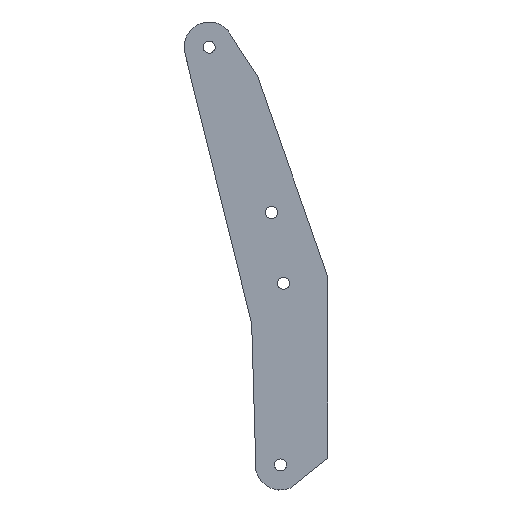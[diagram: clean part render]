
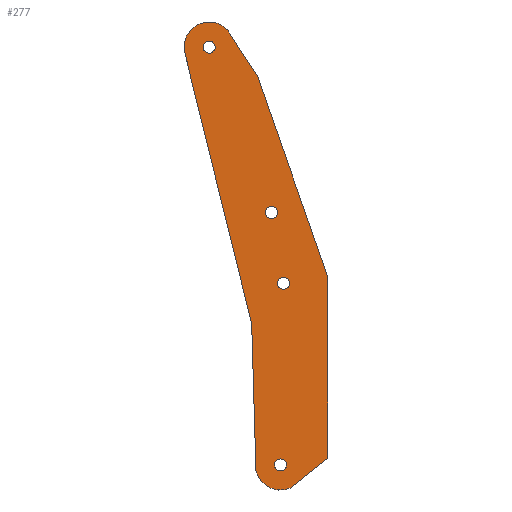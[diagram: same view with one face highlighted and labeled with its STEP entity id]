
A CAD part, top view. The second image highlights one B-rep face of the part: STEP entity #277.
In plain terms, the highlighted planar face has unit normal (0, 0, 1).
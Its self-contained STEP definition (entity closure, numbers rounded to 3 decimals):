
#15=FACE_BOUND('',#58,.T.);
#16=FACE_BOUND('',#59,.T.);
#17=FACE_BOUND('',#60,.T.);
#18=FACE_BOUND('',#61,.T.);
#29=PLANE('',#317);
#43=FACE_OUTER_BOUND('',#57,.T.);
#57=EDGE_LOOP('',(#235,#236,#237,#238,#239,#240,#241,#242));
#58=EDGE_LOOP('',(#243));
#59=EDGE_LOOP('',(#244));
#60=EDGE_LOOP('',(#245));
#61=EDGE_LOOP('',(#246));
#73=LINE('',#429,#97);
#76=LINE('',#435,#100);
#80=LINE('',#447,#104);
#83=LINE('',#453,#107);
#86=LINE('',#459,#110);
#89=LINE('',#465,#113);
#97=VECTOR('',#353,10.);
#100=VECTOR('',#358,10.);
#104=VECTOR('',#370,10.);
#107=VECTOR('',#375,10.);
#110=VECTOR('',#380,10.);
#113=VECTOR('',#385,10.);
#115=CIRCLE('',#294,3.);
#117=CIRCLE('',#297,3.);
#119=CIRCLE('',#300,3.);
#121=CIRCLE('',#303,3.);
#124=CIRCLE('',#309,12.5);
#126=CIRCLE('',#316,12.5);
#127=VERTEX_POINT('',#399);
#129=VERTEX_POINT('',#405);
#131=VERTEX_POINT('',#411);
#133=VERTEX_POINT('',#417);
#137=VERTEX_POINT('',#426);
#138=VERTEX_POINT('',#428);
#140=VERTEX_POINT('',#434);
#142=VERTEX_POINT('',#440);
#144=VERTEX_POINT('',#446);
#146=VERTEX_POINT('',#452);
#148=VERTEX_POINT('',#458);
#150=VERTEX_POINT('',#464);
#151=EDGE_CURVE('',#127,#127,#115,.T.);
#154=EDGE_CURVE('',#129,#129,#117,.T.);
#157=EDGE_CURVE('',#131,#131,#119,.T.);
#160=EDGE_CURVE('',#133,#133,#121,.T.);
#165=EDGE_CURVE('',#138,#137,#73,.T.);
#168=EDGE_CURVE('',#140,#138,#76,.T.);
#171=EDGE_CURVE('',#142,#140,#124,.T.);
#174=EDGE_CURVE('',#144,#142,#80,.T.);
#177=EDGE_CURVE('',#146,#144,#83,.T.);
#180=EDGE_CURVE('',#148,#146,#86,.T.);
#183=EDGE_CURVE('',#150,#148,#89,.T.);
#186=EDGE_CURVE('',#137,#150,#126,.T.);
#235=ORIENTED_EDGE('',*,*,#186,.T.);
#236=ORIENTED_EDGE('',*,*,#183,.T.);
#237=ORIENTED_EDGE('',*,*,#180,.T.);
#238=ORIENTED_EDGE('',*,*,#177,.T.);
#239=ORIENTED_EDGE('',*,*,#174,.T.);
#240=ORIENTED_EDGE('',*,*,#171,.T.);
#241=ORIENTED_EDGE('',*,*,#168,.T.);
#242=ORIENTED_EDGE('',*,*,#165,.T.);
#243=ORIENTED_EDGE('',*,*,#160,.T.);
#244=ORIENTED_EDGE('',*,*,#157,.T.);
#245=ORIENTED_EDGE('',*,*,#154,.T.);
#246=ORIENTED_EDGE('',*,*,#151,.T.);
#277=ADVANCED_FACE('',(#43,#15,#16,#17,#18),#29,.T.);
#294=AXIS2_PLACEMENT_3D('',#400,#323,#324);
#297=AXIS2_PLACEMENT_3D('',#406,#330,#331);
#300=AXIS2_PLACEMENT_3D('',#412,#337,#338);
#303=AXIS2_PLACEMENT_3D('',#418,#344,#345);
#309=AXIS2_PLACEMENT_3D('',#441,#364,#365);
#316=AXIS2_PLACEMENT_3D('',#469,#391,#392);
#317=AXIS2_PLACEMENT_3D('',#470,#393,#394);
#323=DIRECTION('center_axis',(0.,0.,-1.));
#324=DIRECTION('ref_axis',(1.,0.,0.));
#330=DIRECTION('center_axis',(0.,0.,-1.));
#331=DIRECTION('ref_axis',(1.,0.,0.));
#337=DIRECTION('center_axis',(0.,0.,-1.));
#338=DIRECTION('ref_axis',(1.,0.,0.));
#344=DIRECTION('center_axis',(0.,0.,-1.));
#345=DIRECTION('ref_axis',(1.,0.,0.));
#353=DIRECTION('',(0.029,-1.,0.));
#358=DIRECTION('',(0.24,-0.971,0.));
#364=DIRECTION('center_axis',(0.,0.,1.));
#365=DIRECTION('ref_axis',(0.731,0.682,0.));
#370=DIRECTION('',(-0.544,0.839,0.));
#375=DIRECTION('',(-0.33,0.944,0.));
#380=DIRECTION('',(0.,1.,0.));
#385=DIRECTION('',(0.784,0.62,0.));
#391=DIRECTION('center_axis',(0.,0.,1.));
#392=DIRECTION('ref_axis',(-0.976,-0.218,0.));
#393=DIRECTION('center_axis',(0.,0.,1.));
#394=DIRECTION('ref_axis',(1.,0.,0.));
#399=CARTESIAN_POINT('',(143.35,66.662,3.));
#400=CARTESIAN_POINT('Origin',(146.35,66.662,3.));
#405=CARTESIAN_POINT('',(144.85,157.119,3.));
#406=CARTESIAN_POINT('Origin',(147.85,157.119,3.));
#411=CARTESIAN_POINT('',(138.85,192.292,3.));
#412=CARTESIAN_POINT('Origin',(141.85,192.292,3.));
#417=CARTESIAN_POINT('',(107.832,274.658,3.));
#418=CARTESIAN_POINT('Origin',(110.832,274.658,3.));
#426=CARTESIAN_POINT('',(134.15,63.939,3.));
#428=CARTESIAN_POINT('',(132.,137.,3.));
#429=CARTESIAN_POINT('',(134.15,63.939,3.));
#434=CARTESIAN_POINT('',(98.481,272.736,3.));
#435=CARTESIAN_POINT('',(98.481,272.736,3.));
#440=CARTESIAN_POINT('',(119.973,283.184,3.));
#441=CARTESIAN_POINT('Origin',(110.832,274.658,3.));
#446=CARTESIAN_POINT('',(135.,260.,3.));
#447=CARTESIAN_POINT('',(119.973,283.184,3.));
#452=CARTESIAN_POINT('',(170.,160.,3.));
#453=CARTESIAN_POINT('',(170.,160.,3.));
#458=CARTESIAN_POINT('',(170.,70.,3.));
#459=CARTESIAN_POINT('',(170.,70.,3.));
#464=CARTESIAN_POINT('',(151.217,55.149,3.));
#465=CARTESIAN_POINT('',(151.217,55.149,3.));
#469=CARTESIAN_POINT('Origin',(146.35,66.662,3.));
#470=CARTESIAN_POINT('Origin',(134.166,170.66,3.));
